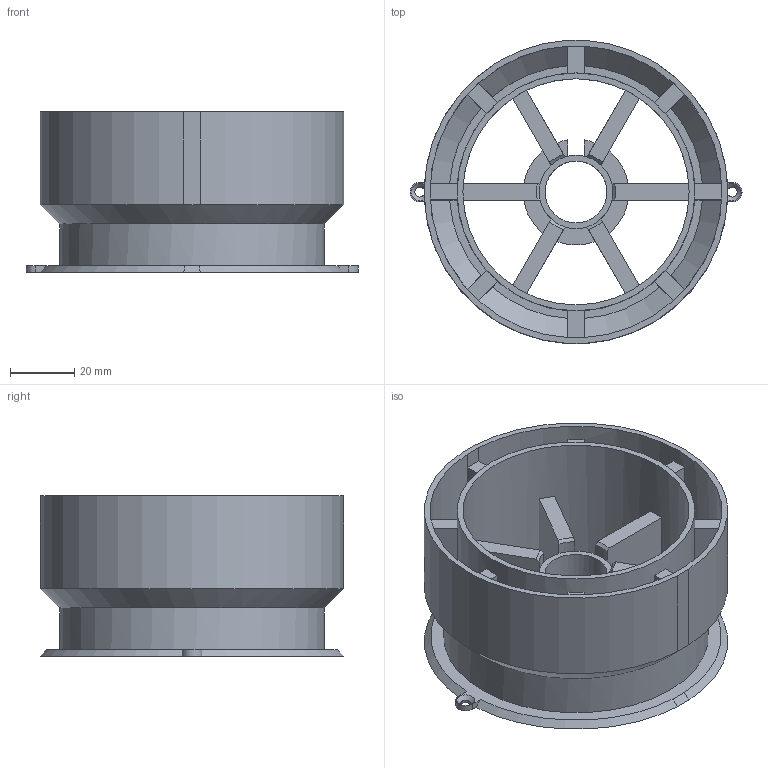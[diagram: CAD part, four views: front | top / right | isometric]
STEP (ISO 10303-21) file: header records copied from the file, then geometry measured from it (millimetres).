
FILE_DESCRIPTION(/* description */ (''),/* implementation_level */ '2;1');
FILE_NAME(/* name */ 'Spindle Mount.step',/* time_stamp */ '2022-01-24T12:57:59-05:00',/* author */ (''),/* organization */ (''),/* preprocessor_version */ 'ST-DEVELOPER v18.1',/* originating_system */ 'Autodesk Translation Framework v10.13.0.1454',/* authorisation */ '');
FILE_SCHEMA (('AUTOMOTIVE_DESIGN { 1 0 10303 214 3 1 1 }'));
Length unit declared in the file: millimetre
Products named in the file (1): Spindle
Bounding box: 103.02 x 94.07 x 49.8 mm (x, y, z)
Volume: 85534.1 mm3; surface area: 70057.5 mm2
Topology: 1 solids, 1 shells, 137 faces, 415 edges, 270 vertices
Faces by surface type: plane 77, cylinder 39, cone 21
Full cylindrical faces by diameter (mm): 3.048 x2, 19.2 x1, 70.2 x1, 73.8 x1
Entity records: 4719 total; most frequent: CARTESIAN_POINT 901, ORIENTED_EDGE 830, DIRECTION 800, EDGE_CURVE 415, AXIS2_PLACEMENT_3D 285, VERTEX_POINT 270, LINE 230, VECTOR 230
